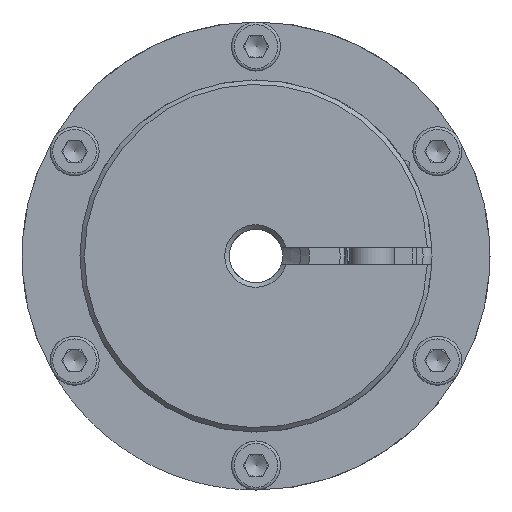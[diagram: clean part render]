
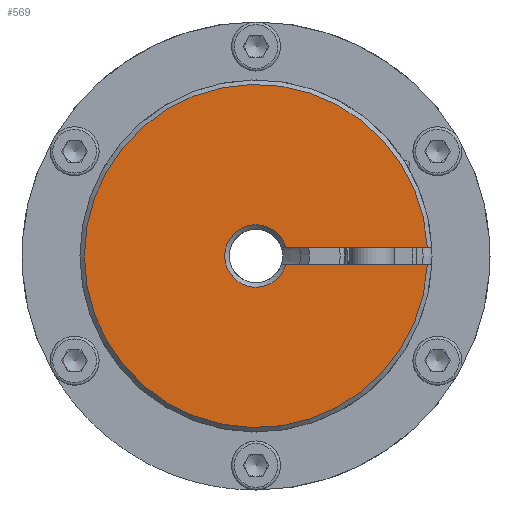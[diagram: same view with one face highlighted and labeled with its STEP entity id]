
A CAD part, left-side view. The second image highlights one B-rep face of the part: STEP entity #569.
In plain terms, the highlighted planar face has unit normal (-1, 0, 0).
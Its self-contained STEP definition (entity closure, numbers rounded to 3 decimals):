
#569 = ADVANCED_FACE( '', ( #1531 ), #1532, .T. );
#1531 = FACE_OUTER_BOUND( '', #3058, .T. );
#1532 = PLANE( '', #3059 );
#3058 = EDGE_LOOP( '', ( #4872, #4873, #4874, #4875 ) );
#3059 = AXIS2_PLACEMENT_3D( '', #4876, #4877, #4878 );
#4872 = ORIENTED_EDGE( '', *, *, #8176, .T. );
#4873 = ORIENTED_EDGE( '', *, *, #8177, .T. );
#4874 = ORIENTED_EDGE( '', *, *, #8178, .T. );
#4875 = ORIENTED_EDGE( '', *, *, #8086, .T. );
#4876 = CARTESIAN_POINT( '', ( -38.35, 0., 3. ) );
#4877 = DIRECTION( '', ( -1., 0., 0. ) );
#4878 = DIRECTION( '', ( 0., 0., 1. ) );
#8086 = EDGE_CURVE( '', #9575, #9576, #9577, .T. );
#8176 = EDGE_CURVE( '', #9576, #9729, #9730, .T. );
#8177 = EDGE_CURVE( '', #9729, #9731, #9732, .T. );
#8178 = EDGE_CURVE( '', #9731, #9575, #9733, .T. );
#9575 = VERTEX_POINT( '', #12046 );
#9576 = VERTEX_POINT( '', #12047 );
#9577 = CIRCLE( '', #12048, 19.25 );
#9729 = VERTEX_POINT( '', #12242 );
#9730 = LINE( '', #12243, #12244 );
#9731 = VERTEX_POINT( '', #12245 );
#9732 = CIRCLE( '', #12246, 3.5 );
#9733 = LINE( '', #12247, #12248 );
#12046 = CARTESIAN_POINT( '', ( -38.35, -19.224, 1. ) );
#12047 = CARTESIAN_POINT( '', ( -38.35, -19.224, -1. ) );
#12048 = AXIS2_PLACEMENT_3D( '', #15228, #15229, #15230 );
#12242 = CARTESIAN_POINT( '', ( -38.35, -3.354, -1. ) );
#12243 = CARTESIAN_POINT( '', ( -38.35, 0., -1. ) );
#12244 = VECTOR( '', #15383, 1000. );
#12245 = CARTESIAN_POINT( '', ( -38.35, -3.354, 1. ) );
#12246 = AXIS2_PLACEMENT_3D( '', #15384, #15385, #15386 );
#12247 = CARTESIAN_POINT( '', ( -38.35, 0., 1. ) );
#12248 = VECTOR( '', #15387, 1000. );
#15228 = CARTESIAN_POINT( '', ( -38.35, 0., 0. ) );
#15229 = DIRECTION( '', ( -1., 0., 0. ) );
#15230 = DIRECTION( '', ( 0., 0., 1. ) );
#15383 = DIRECTION( '', ( 0., 1., 0. ) );
#15384 = CARTESIAN_POINT( '', ( -38.35, 0., 0. ) );
#15385 = DIRECTION( '', ( 1., 0., 0. ) );
#15386 = DIRECTION( '', ( 0., 0., 1. ) );
#15387 = DIRECTION( '', ( 0., -1., 0. ) );
